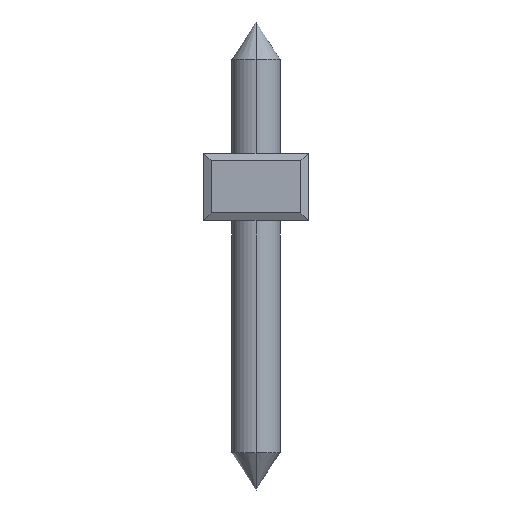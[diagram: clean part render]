
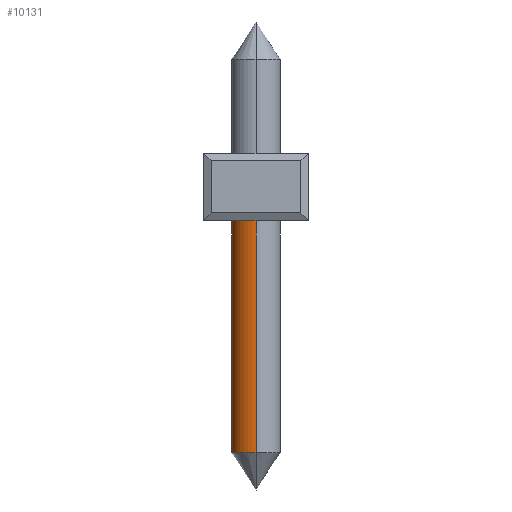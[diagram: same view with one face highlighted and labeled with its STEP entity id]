
A CAD part, front view. The second image highlights one B-rep face of the part: STEP entity #10131.
In plain terms, the highlighted cylindrical face has radius 0.65 mm (diameter 1.3 mm), a partial arc.
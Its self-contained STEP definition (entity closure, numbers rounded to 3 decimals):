
#2693=CARTESIAN_POINT('',(1.4,-92.5,0.2));
#2694=DIRECTION('',(0.,0.,1.));
#2695=DIRECTION('',(0.,1.,0.));
#2696=AXIS2_PLACEMENT_3D('',#2693,#2694,#2695);
#2703=CARTESIAN_POINT('',(1.4,-92.5,-6.2));
#2704=DIRECTION('',(0.,0.,1.));
#2705=DIRECTION('',(0.,1.,0.));
#2706=AXIS2_PLACEMENT_3D('',#2703,#2704,#2705);
#2708=DIRECTION('',(0.,0.,1.));
#2709=VECTOR('',#2708,6.4);
#2710=CARTESIAN_POINT('',(1.4,-91.85,-6.2));
#2711=LINE('',#2710,#2709);
#2717=DIRECTION('',(0.,0.,1.));
#2718=VECTOR('',#2717,6.4);
#2719=CARTESIAN_POINT('',(1.4,-93.15,-6.2));
#2720=LINE('',#2719,#2718);
#7234=CARTESIAN_POINT('',(1.4,-91.85,-6.2));
#7236=VERTEX_POINT('',#7234);
#7241=CARTESIAN_POINT('',(1.4,-93.15,-6.2));
#7242=VERTEX_POINT('',#7241);
#7245=CARTESIAN_POINT('',(1.4,-91.85,0.2));
#7246=CARTESIAN_POINT('',(1.4,-93.15,0.2));
#7247=VERTEX_POINT('',#7245);
#7248=VERTEX_POINT('',#7246);
#10117=CARTESIAN_POINT('',(1.4,-92.5,-7.825));
#10118=DIRECTION('',(0.,0.,1.));
#10119=DIRECTION('',(0.,1.,0.));
#10120=AXIS2_PLACEMENT_3D('',#10117,#10118,#10119);
#10121=CYLINDRICAL_SURFACE('',#10120,0.65);
#10122=ORIENTED_EDGE('',*,*,#10098,.T.);
#10124=ORIENTED_EDGE('',*,*,#10123,.F.);
#10126=ORIENTED_EDGE('',*,*,#10125,.F.);
#10128=ORIENTED_EDGE('',*,*,#10127,.T.);
#10129=EDGE_LOOP('',(#10122,#10124,#10126,#10128));
#10130=FACE_OUTER_BOUND('',#10129,.F.);
#10131=ADVANCED_FACE('',(#10130),#10121,.T.);
#2697=CIRCLE('',#2696,0.65);
#2707=CIRCLE('',#2706,0.65);
#10098=EDGE_CURVE('',#7247,#7248,#2697,.T.);
#10123=EDGE_CURVE('',#7242,#7248,#2720,.T.);
#10125=EDGE_CURVE('',#7236,#7242,#2707,.T.);
#10127=EDGE_CURVE('',#7236,#7247,#2711,.T.);
